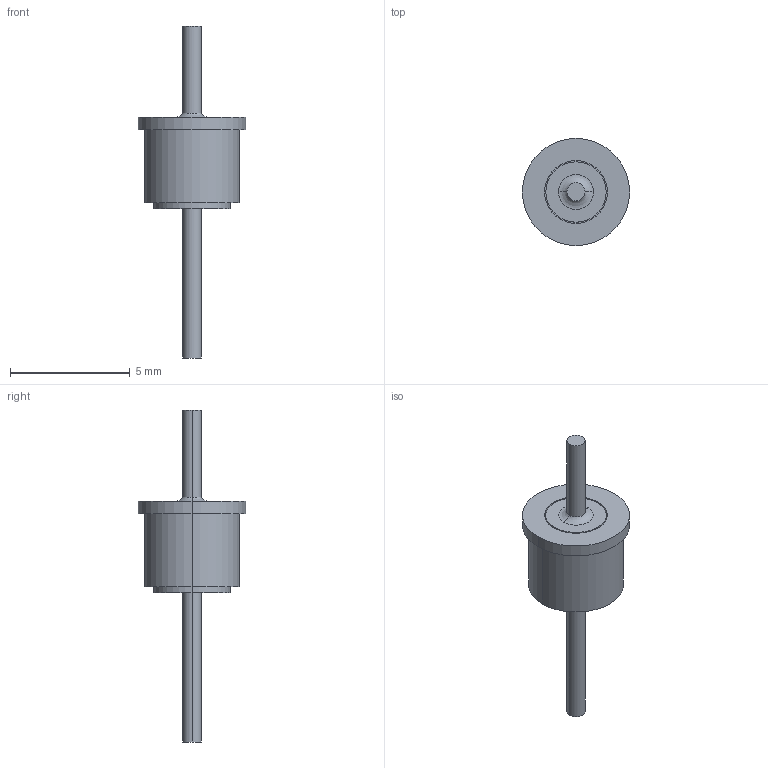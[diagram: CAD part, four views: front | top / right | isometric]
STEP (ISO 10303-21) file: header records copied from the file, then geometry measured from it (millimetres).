
FILE_DESCRIPTION((''),'2;1');
FILE_NAME('94080-150-150-245_SW0001','2006-11-16T',('anthony_meade'),('Pacific Aerospace and Electronics'),'PRO/ENGINEER BY PARAMETRIC TECHNOLOGY CORPORATION, 2006140','PRO/ENGINEER BY PARAMETRIC TECHNOLOGY CORPORATION, 2006140','');
FILE_SCHEMA(('CONFIG_CONTROL_DESIGN'));
Length unit declared in the file: inch
Products named in the file (1): 94080-150-150-245_SW0001
Bounding box: 4.47 x 4.47 x 13.84 mm (x, y, z)
Volume: 50.1 mm3; surface area: 173.4 mm2
Topology: 1 solids, 2 shells, 36 faces, 70 edges, 44 vertices
Faces by surface type: cylinder 20, plane 10, torus 4, bspline 2
Entity records: 1028 total; most frequent: CARTESIAN_POINT 204, DIRECTION 188, ORIENTED_EDGE 140, AXIS2_PLACEMENT_3D 84, EDGE_CURVE 70, CIRCLE 50, VERTEX_POINT 44, EDGE_LOOP 44
